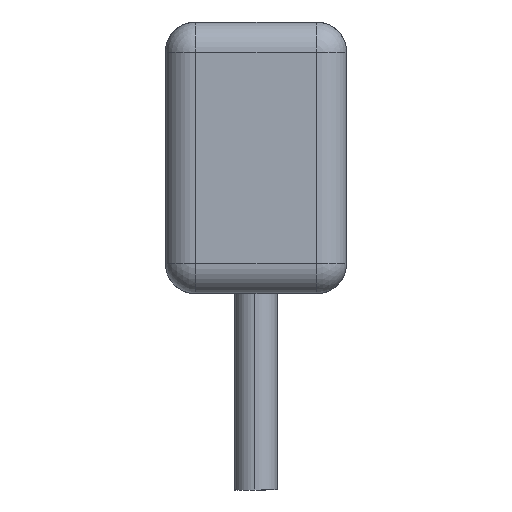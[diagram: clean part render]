
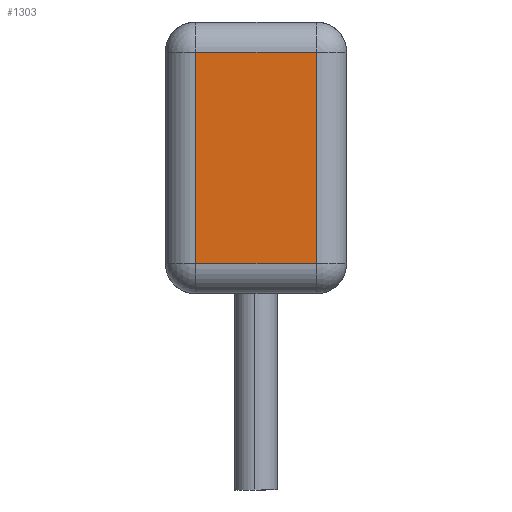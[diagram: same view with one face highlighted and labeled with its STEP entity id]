
A CAD part, left-side view. The second image highlights one B-rep face of the part: STEP entity #1303.
In plain terms, the highlighted planar face has unit normal (-1, 0, 0).
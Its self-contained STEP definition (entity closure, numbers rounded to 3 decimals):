
#1276=AXIS2_PLACEMENT_3D('Plane Axis2P3D',#1273,#1274,#1275) ;
#467=CARTESIAN_POINT('Vertex',(0.,5.,14.5)) ;
#470=CARTESIAN_POINT('Line Origine',(0.,3.,14.5)) ;
#474=CARTESIAN_POINT('Vertex',(0.,1.,14.5)) ;
#1273=CARTESIAN_POINT('Axis2P3D Location',(0.,0.,6.5)) ;
#1278=CARTESIAN_POINT('Line Origine',(0.,3.,7.5)) ;
#1282=CARTESIAN_POINT('Vertex',(0.,1.,7.5)) ;
#1284=CARTESIAN_POINT('Vertex',(0.,5.,7.5)) ;
#1287=CARTESIAN_POINT('Line Origine',(0.,1.,11.)) ;
#1292=CARTESIAN_POINT('Line Origine',(0.,5.,11.)) ;
#471=DIRECTION('Vector Direction',(0.,1.,0.)) ;
#1274=DIRECTION('Axis2P3D Direction',(-1.,0.,0.)) ;
#1275=DIRECTION('Axis2P3D XDirection',(0.,0.,1.)) ;
#1279=DIRECTION('Vector Direction',(0.,1.,0.)) ;
#1288=DIRECTION('Vector Direction',(0.,0.,1.)) ;
#1293=DIRECTION('Vector Direction',(0.,0.,1.)) ;
#472=VECTOR('Line Direction',#471,1.) ;
#1280=VECTOR('Line Direction',#1279,1.) ;
#1289=VECTOR('Line Direction',#1288,1.) ;
#1294=VECTOR('Line Direction',#1293,1.) ;
#1298=ORIENTED_EDGE('',*,*,#1286,.F.) ;
#1299=ORIENTED_EDGE('',*,*,#1291,.F.) ;
#1300=ORIENTED_EDGE('',*,*,#476,.F.) ;
#1301=ORIENTED_EDGE('',*,*,#1296,.F.) ;
#1303=ADVANCED_FACE('Kunststoff',(#1302),#1277,.T.) ;
#476=EDGE_CURVE('',#468,#475,#473,.F.) ;
#1286=EDGE_CURVE('',#1283,#1285,#1281,.T.) ;
#1291=EDGE_CURVE('',#475,#1283,#1290,.F.) ;
#1296=EDGE_CURVE('',#1285,#468,#1295,.T.) ;
#1297=EDGE_LOOP('',(#1298,#1299,#1300,#1301)) ;
#1302=FACE_OUTER_BOUND('',#1297,.T.) ;
#473=LINE('Line',#470,#472) ;
#1281=LINE('Line',#1278,#1280) ;
#1290=LINE('Line',#1287,#1289) ;
#1295=LINE('Line',#1292,#1294) ;
#1277=PLANE('',#1276) ;
#468=VERTEX_POINT('',#467) ;
#475=VERTEX_POINT('',#474) ;
#1283=VERTEX_POINT('',#1282) ;
#1285=VERTEX_POINT('',#1284) ;
